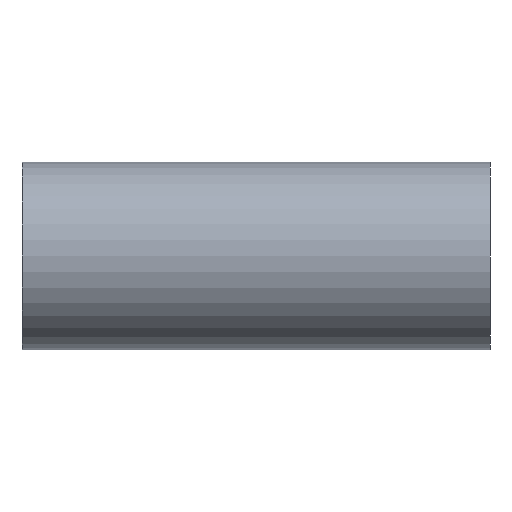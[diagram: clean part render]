
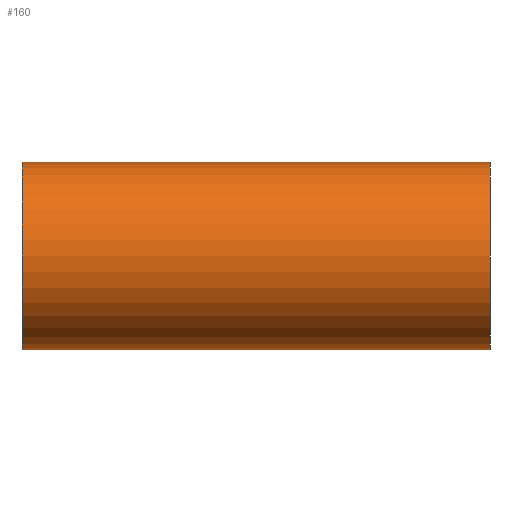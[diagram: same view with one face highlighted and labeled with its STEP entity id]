
A CAD part, left-side view. The second image highlights one B-rep face of the part: STEP entity #160.
In plain terms, the highlighted cylindrical face has radius 22 mm (diameter 44 mm), a partial arc.
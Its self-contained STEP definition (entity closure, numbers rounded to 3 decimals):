
#1=CARTESIAN_POINT('',(0.,110.,0.));
#2=DIRECTION('',(0.,-1.,0.));
#3=DIRECTION('',(0.,0.,1.));
#4=AXIS2_PLACEMENT_3D('',#1,#2,#3);
#6=DIRECTION('',(0.,-1.,0.));
#7=VECTOR('',#6,110.);
#8=CARTESIAN_POINT('',(0.,110.,22.));
#9=LINE('',#8,#7);
#15=DIRECTION('',(0.,-1.,0.));
#16=VECTOR('',#15,110.);
#17=CARTESIAN_POINT('',(0.,110.,-22.));
#18=LINE('',#17,#16);
#103=CARTESIAN_POINT('',(0.,0.,0.));
#104=DIRECTION('',(0.,-1.,0.));
#105=DIRECTION('',(0.,0.,1.));
#106=AXIS2_PLACEMENT_3D('',#103,#104,#105);
#113=CARTESIAN_POINT('',(0.,110.,22.));
#114=CARTESIAN_POINT('',(0.,0.,22.));
#115=VERTEX_POINT('',#113);
#116=VERTEX_POINT('',#114);
#129=CARTESIAN_POINT('',(0.,110.,-22.));
#130=CARTESIAN_POINT('',(0.,0.,-22.));
#131=VERTEX_POINT('',#129);
#132=VERTEX_POINT('',#130);
#145=CARTESIAN_POINT('',(0.,115.5,0.));
#146=DIRECTION('',(0.,-1.,0.));
#147=DIRECTION('',(0.,0.,1.));
#148=AXIS2_PLACEMENT_3D('',#145,#146,#147);
#149=CYLINDRICAL_SURFACE('',#148,22.);
#151=ORIENTED_EDGE('',*,*,#150,.T.);
#153=ORIENTED_EDGE('',*,*,#152,.T.);
#155=ORIENTED_EDGE('',*,*,#154,.F.);
#157=ORIENTED_EDGE('',*,*,#156,.F.);
#158=EDGE_LOOP('',(#151,#153,#155,#157));
#159=FACE_OUTER_BOUND('',#158,.F.);
#160=ADVANCED_FACE('',(#159),#149,.T.);
#5=CIRCLE('',#4,22.);
#107=CIRCLE('',#106,22.);
#150=EDGE_CURVE('',#115,#116,#9,.T.);
#152=EDGE_CURVE('',#116,#132,#107,.T.);
#154=EDGE_CURVE('',#131,#132,#18,.T.);
#156=EDGE_CURVE('',#115,#131,#5,.T.);
